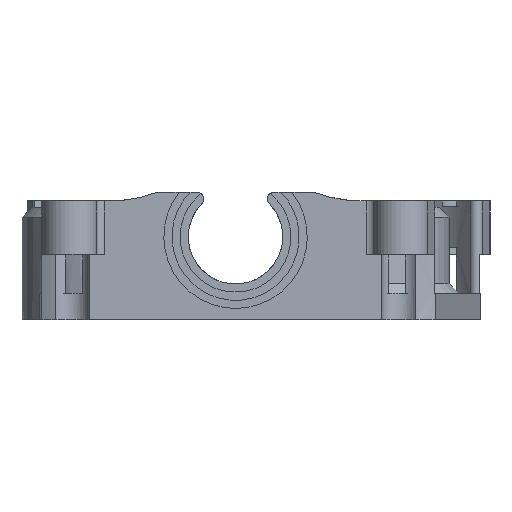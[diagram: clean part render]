
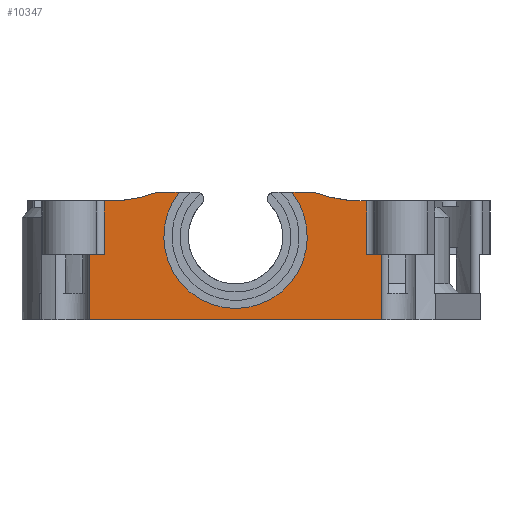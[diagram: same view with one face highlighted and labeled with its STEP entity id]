
A CAD part, front view. The second image highlights one B-rep face of the part: STEP entity #10347.
In plain terms, the highlighted planar face has unit normal (0, -1, 0).
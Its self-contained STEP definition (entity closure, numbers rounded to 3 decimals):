
#1727=LINE('',#20340,#2391);
#1806=LINE('',#21838,#2470);
#1831=LINE('',#22015,#2495);
#1835=LINE('',#22033,#2499);
#1836=LINE('',#22037,#2500);
#1837=LINE('',#22039,#2501);
#1838=LINE('',#22041,#2502);
#1839=LINE('',#22042,#2503);
#1840=LINE('',#22044,#2504);
#1841=LINE('',#22046,#2505);
#1842=LINE('',#22047,#2506);
#2391=VECTOR('',#11461,10.);
#2470=VECTOR('',#11800,10.);
#2495=VECTOR('',#11881,10.);
#2499=VECTOR('',#11903,10.);
#2500=VECTOR('',#11906,10.);
#2501=VECTOR('',#11907,10.);
#2502=VECTOR('',#11908,10.);
#2503=VECTOR('',#11909,10.);
#2504=VECTOR('',#11910,10.);
#2505=VECTOR('',#11911,10.);
#2506=VECTOR('',#11912,10.);
#2648=PLANE('',#10673);
#3160=FACE_OUTER_BOUND('',#3741,.T.);
#3741=EDGE_LOOP('',(#9452,#9453,#9454,#9455,#9456,#9457,#9458,#9459,#9460,
#9461,#9462,#9463,#9464,#9465));
#3934=CIRCLE('',#10670,11.);
#3936=CIRCLE('',#10674,20.);
#3937=CIRCLE('',#10675,20.);
#4799=VERTEX_POINT('',#20337);
#4800=VERTEX_POINT('',#20339);
#4973=VERTEX_POINT('',#21835);
#4974=VERTEX_POINT('',#21837);
#5001=VERTEX_POINT('',#22012);
#5002=VERTEX_POINT('',#22014);
#5005=VERTEX_POINT('',#22024);
#5007=VERTEX_POINT('',#22032);
#5008=VERTEX_POINT('',#22034);
#5009=VERTEX_POINT('',#22036);
#5010=VERTEX_POINT('',#22038);
#5011=VERTEX_POINT('',#22040);
#5012=VERTEX_POINT('',#22043);
#5013=VERTEX_POINT('',#22045);
#6244=EDGE_CURVE('',#4800,#4799,#1727,.T.);
#6477=EDGE_CURVE('',#4973,#4974,#1806,.T.);
#6521=EDGE_CURVE('',#5001,#5002,#1831,.T.);
#6526=EDGE_CURVE('',#5005,#4973,#3934,.T.);
#6530=EDGE_CURVE('',#5007,#5005,#1835,.T.);
#6531=EDGE_CURVE('',#5008,#5007,#3936,.T.);
#6532=EDGE_CURVE('',#5009,#5008,#1836,.T.);
#6533=EDGE_CURVE('',#5009,#5010,#1837,.T.);
#6534=EDGE_CURVE('',#5011,#5010,#1838,.T.);
#6535=EDGE_CURVE('',#4800,#5011,#1839,.T.);
#6536=EDGE_CURVE('',#4799,#5012,#1840,.T.);
#6537=EDGE_CURVE('',#5013,#5012,#1841,.T.);
#6538=EDGE_CURVE('',#5002,#5013,#1842,.T.);
#6539=EDGE_CURVE('',#4974,#5001,#3937,.T.);
#9452=ORIENTED_EDGE('',*,*,#6526,.F.);
#9453=ORIENTED_EDGE('',*,*,#6530,.F.);
#9454=ORIENTED_EDGE('',*,*,#6531,.F.);
#9455=ORIENTED_EDGE('',*,*,#6532,.F.);
#9456=ORIENTED_EDGE('',*,*,#6533,.T.);
#9457=ORIENTED_EDGE('',*,*,#6534,.F.);
#9458=ORIENTED_EDGE('',*,*,#6535,.F.);
#9459=ORIENTED_EDGE('',*,*,#6244,.T.);
#9460=ORIENTED_EDGE('',*,*,#6536,.T.);
#9461=ORIENTED_EDGE('',*,*,#6537,.F.);
#9462=ORIENTED_EDGE('',*,*,#6538,.F.);
#9463=ORIENTED_EDGE('',*,*,#6521,.F.);
#9464=ORIENTED_EDGE('',*,*,#6539,.F.);
#9465=ORIENTED_EDGE('',*,*,#6477,.F.);
#10347=ADVANCED_FACE('',(#3160),#2648,.F.);
#10670=AXIS2_PLACEMENT_3D('',#22025,#11893,#11894);
#10673=AXIS2_PLACEMENT_3D('',#22031,#11901,#11902);
#10674=AXIS2_PLACEMENT_3D('',#22035,#11904,#11905);
#10675=AXIS2_PLACEMENT_3D('',#22048,#11913,#11914);
#11461=DIRECTION('',(1.,0.,0.));
#11800=DIRECTION('',(1.,0.,0.));
#11881=DIRECTION('',(1.,0.,0.));
#11893=DIRECTION('center_axis',(0.,-1.,0.));
#11894=DIRECTION('ref_axis',(1.,0.,0.));
#11901=DIRECTION('center_axis',(0.,1.,0.));
#11902=DIRECTION('ref_axis',(-1.,0.,0.));
#11903=DIRECTION('',(1.,0.,0.));
#11904=DIRECTION('center_axis',(0.,-1.,0.));
#11905=DIRECTION('ref_axis',(0.475,0.,-0.88));
#11906=DIRECTION('',(1.,0.,0.));
#11907=DIRECTION('',(0.,0.,-1.));
#11908=DIRECTION('',(1.,0.,0.));
#11909=DIRECTION('',(0.,0.,1.));
#11910=DIRECTION('',(0.,0.,1.));
#11911=DIRECTION('',(1.,0.,0.));
#11912=DIRECTION('',(0.,0.,-1.));
#11913=DIRECTION('center_axis',(0.,-1.,0.));
#11914=DIRECTION('ref_axis',(0.,0.,
-1.));
#20337=CARTESIAN_POINT('',(22.4,-21.4,0.));
#20339=CARTESIAN_POINT('',(-22.4,-21.4,0.));
#20340=CARTESIAN_POINT('',(19.943,-21.4,0.));
#21835=CARTESIAN_POINT('',(8.646,-21.4,19.5));
#21837=CARTESIAN_POINT('',(12.156,-21.4,19.5));
#21838=CARTESIAN_POINT('',(17.278,-21.4,19.5));
#22012=CARTESIAN_POINT('',(19.249,-21.4,18.2));
#22014=CARTESIAN_POINT('',(20.135,-21.4,18.2));
#22015=CARTESIAN_POINT('',(32.218,-21.4,18.2));
#22024=CARTESIAN_POINT('',(-8.646,-21.4,19.5));
#22025=CARTESIAN_POINT('Origin',(0.,-21.4,
12.7));
#22031=CARTESIAN_POINT('Origin',(22.4,-21.4,0.));
#22032=CARTESIAN_POINT('',(-12.156,-21.4,19.5));
#22033=CARTESIAN_POINT('',(17.278,-21.4,19.5));
#22034=CARTESIAN_POINT('',(-19.249,-21.4,18.2));
#22035=CARTESIAN_POINT('Origin',(-19.249,-21.4,38.2));
#22036=CARTESIAN_POINT('',(-20.135,-21.4,18.2));
#22037=CARTESIAN_POINT('',(1.576,-21.4,18.2));
#22038=CARTESIAN_POINT('',(-20.135,-21.4,10.));
#22039=CARTESIAN_POINT('',(-20.135,-21.4,0.));
#22040=CARTESIAN_POINT('',(-22.4,-21.4,10.));
#22041=CARTESIAN_POINT('',(-20.135,-21.4,10.));
#22042=CARTESIAN_POINT('',(-22.4,-21.4,0.));
#22043=CARTESIAN_POINT('',(22.4,-21.4,10.));
#22044=CARTESIAN_POINT('',(22.4,-21.4,0.));
#22045=CARTESIAN_POINT('',(20.135,-21.4,10.));
#22046=CARTESIAN_POINT('',(20.135,-21.4,10.));
#22047=CARTESIAN_POINT('',(20.135,-21.4,0.));
#22048=CARTESIAN_POINT('Origin',(19.249,-21.4,38.2));
